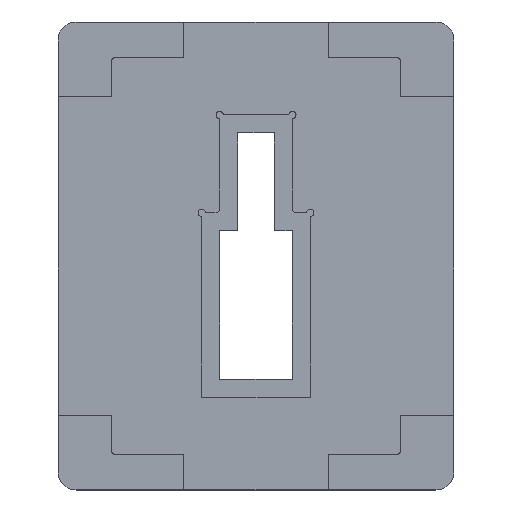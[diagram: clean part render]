
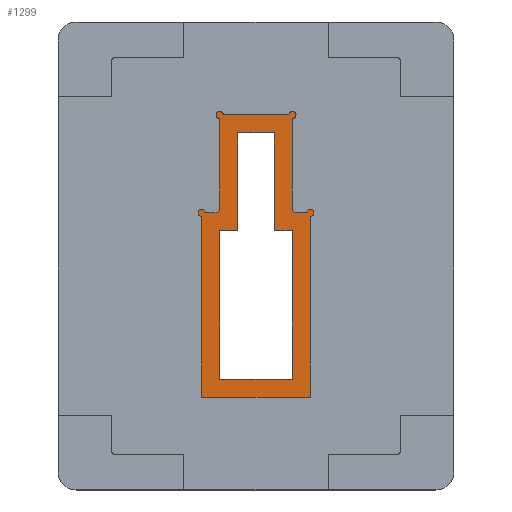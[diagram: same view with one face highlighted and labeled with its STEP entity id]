
A CAD part, top view. The second image highlights one B-rep face of the part: STEP entity #1299.
In plain terms, the highlighted planar face has unit normal (0, 0, 1).
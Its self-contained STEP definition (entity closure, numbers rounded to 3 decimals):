
#487 = EDGE_CURVE('',#488,#490,#492,.T.);
#488 = VERTEX_POINT('',#489);
#489 = CARTESIAN_POINT('',(55.105,-75.205,-1.));
#490 = VERTEX_POINT('',#491);
#491 = CARTESIAN_POINT('',(55.105,-33.974,-1.));
#492 = LINE('',#493,#494);
#493 = CARTESIAN_POINT('',(55.105,-58.209,-1.));
#494 = VECTOR('',#495,1.);
#495 = DIRECTION('',(0.,1.,0.));
#518 = EDGE_CURVE('',#490,#519,#521,.T.);
#519 = VERTEX_POINT('',#520);
#520 = CARTESIAN_POINT('',(50.125,-33.974,-1.));
#521 = LINE('',#522,#523);
#522 = CARTESIAN_POINT('',(50.054,-33.974,-1.));
#523 = VECTOR('',#524,1.);
#524 = DIRECTION('',(-1.,0.,0.));
#542 = EDGE_CURVE('',#519,#543,#545,.T.);
#543 = VERTEX_POINT('',#544);
#544 = CARTESIAN_POINT('',(50.125,-6.8,-1.));
#545 = LINE('',#546,#547);
#546 = CARTESIAN_POINT('',(50.125,-37.593,-1.));
#547 = VECTOR('',#548,1.);
#548 = DIRECTION('',(0.,1.,0.));
#566 = EDGE_CURVE('',#543,#567,#569,.T.);
#567 = VERTEX_POINT('',#568);
#568 = CARTESIAN_POINT('',(39.9,-6.8,-1.));
#569 = LINE('',#570,#571);
#570 = CARTESIAN_POINT('',(47.564,-6.8,-1.));
#571 = VECTOR('',#572,1.);
#572 = DIRECTION('',(-1.,0.,0.));
#590 = EDGE_CURVE('',#567,#591,#593,.T.);
#591 = VERTEX_POINT('',#592);
#592 = CARTESIAN_POINT('',(39.9,-33.974,-1.));
#593 = LINE('',#594,#595);
#594 = CARTESIAN_POINT('',(39.9,-24.006,-1.));
#595 = VECTOR('',#596,1.);
#596 = DIRECTION('',(0.,-1.,0.));
#614 = EDGE_CURVE('',#591,#615,#617,.T.);
#615 = VERTEX_POINT('',#616);
#616 = CARTESIAN_POINT('',(34.895,-33.974,-1.));
#617 = LINE('',#618,#619);
#618 = CARTESIAN_POINT('',(42.452,-33.974,-1.));
#619 = VECTOR('',#620,1.);
#620 = DIRECTION('',(-1.,0.,0.));
#638 = EDGE_CURVE('',#615,#639,#641,.T.);
#639 = VERTEX_POINT('',#640);
#640 = CARTESIAN_POINT('',(34.895,-75.205,-1.));
#641 = LINE('',#642,#643);
#642 = CARTESIAN_POINT('',(34.895,-37.593,-1.));
#643 = VECTOR('',#644,1.);
#644 = DIRECTION('',(0.,-1.,0.));
#662 = EDGE_CURVE('',#639,#488,#663,.T.);
#663 = LINE('',#664,#665);
#664 = CARTESIAN_POINT('',(39.949,-75.205,-1.));
#665 = VECTOR('',#666,1.);
#666 = DIRECTION('',(1.,0.,0.));
#1299 = ADVANCED_FACE('',(#1300,#1420),#1430,.T.);
#1300 = FACE_BOUND('',#1301,.T.);
#1301 = EDGE_LOOP('',(#1302,#1312,#1321,#1329,#1337,#1345,#1354,#1362,
    #1371,#1379,#1388,#1396,#1405,#1413));
#1302 = ORIENTED_EDGE('',*,*,#1303,.F.);
#1303 = EDGE_CURVE('',#1304,#1306,#1308,.T.);
#1304 = VERTEX_POINT('',#1305);
#1305 = CARTESIAN_POINT('',(30.895,-28.974,-1.));
#1306 = VERTEX_POINT('',#1307);
#1307 = CARTESIAN_POINT('',(33.9,-28.974,-1.));
#1308 = LINE('',#1309,#1310);
#1309 = CARTESIAN_POINT('',(30.895,-28.974,-1.));
#1310 = VECTOR('',#1311,1.);
#1311 = DIRECTION('',(1.,0.,0.));
#1312 = ORIENTED_EDGE('',*,*,#1313,.T.);
#1313 = EDGE_CURVE('',#1304,#1314,#1316,.T.);
#1314 = VERTEX_POINT('',#1315);
#1315 = CARTESIAN_POINT('',(29.895,-29.974,-1.));
#1316 = CIRCLE('',#1317,1.);
#1317 = AXIS2_PLACEMENT_3D('',#1318,#1319,#1320);
#1318 = CARTESIAN_POINT('',(29.895,-28.974,-1.));
#1319 = DIRECTION('',(0.,0.,1.));
#1320 = DIRECTION('',(1.,0.,0.));
#1321 = ORIENTED_EDGE('',*,*,#1322,.F.);
#1322 = EDGE_CURVE('',#1323,#1314,#1325,.T.);
#1323 = VERTEX_POINT('',#1324);
#1324 = CARTESIAN_POINT('',(29.895,-80.205,-1.));
#1325 = LINE('',#1326,#1327);
#1326 = CARTESIAN_POINT('',(29.895,-80.205,-1.));
#1327 = VECTOR('',#1328,1.);
#1328 = DIRECTION('',(0.,1.,0.));
#1329 = ORIENTED_EDGE('',*,*,#1330,.F.);
#1330 = EDGE_CURVE('',#1331,#1323,#1333,.T.);
#1331 = VERTEX_POINT('',#1332);
#1332 = CARTESIAN_POINT('',(60.105,-80.205,-1.));
#1333 = LINE('',#1334,#1335);
#1334 = CARTESIAN_POINT('',(60.105,-80.205,-1.));
#1335 = VECTOR('',#1336,1.);
#1336 = DIRECTION('',(-1.,0.,0.));
#1337 = ORIENTED_EDGE('',*,*,#1338,.F.);
#1338 = EDGE_CURVE('',#1339,#1331,#1341,.T.);
#1339 = VERTEX_POINT('',#1340);
#1340 = CARTESIAN_POINT('',(60.105,-29.974,-1.));
#1341 = LINE('',#1342,#1343);
#1342 = CARTESIAN_POINT('',(60.105,-29.974,-1.));
#1343 = VECTOR('',#1344,1.);
#1344 = DIRECTION('',(0.,-1.,0.));
#1345 = ORIENTED_EDGE('',*,*,#1346,.T.);
#1346 = EDGE_CURVE('',#1339,#1347,#1349,.T.);
#1347 = VERTEX_POINT('',#1348);
#1348 = CARTESIAN_POINT('',(59.105,-28.974,-1.));
#1349 = CIRCLE('',#1350,1.);
#1350 = AXIS2_PLACEMENT_3D('',#1351,#1352,#1353);
#1351 = CARTESIAN_POINT('',(60.105,-28.974,-1.));
#1352 = DIRECTION('',(0.,0.,1.));
#1353 = DIRECTION('',(1.,0.,0.));
#1354 = ORIENTED_EDGE('',*,*,#1355,.F.);
#1355 = EDGE_CURVE('',#1356,#1347,#1358,.T.);
#1356 = VERTEX_POINT('',#1357);
#1357 = CARTESIAN_POINT('',(56.125,-28.974,-1.));
#1358 = LINE('',#1359,#1360);
#1359 = CARTESIAN_POINT('',(56.125,-28.974,-1.));
#1360 = VECTOR('',#1361,1.);
#1361 = DIRECTION('',(1.,0.,0.));
#1362 = ORIENTED_EDGE('',*,*,#1363,.F.);
#1363 = EDGE_CURVE('',#1364,#1356,#1366,.T.);
#1364 = VERTEX_POINT('',#1365);
#1365 = CARTESIAN_POINT('',(55.125,-27.974,-1.));
#1366 = CIRCLE('',#1367,1.);
#1367 = AXIS2_PLACEMENT_3D('',#1368,#1369,#1370);
#1368 = CARTESIAN_POINT('',(56.125,-27.974,-1.));
#1369 = DIRECTION('',(0.,0.,1.));
#1370 = DIRECTION('',(1.,0.,0.));
#1371 = ORIENTED_EDGE('',*,*,#1372,.F.);
#1372 = EDGE_CURVE('',#1373,#1364,#1375,.T.);
#1373 = VERTEX_POINT('',#1374);
#1374 = CARTESIAN_POINT('',(55.125,-2.8,-1.));
#1375 = LINE('',#1376,#1377);
#1376 = CARTESIAN_POINT('',(55.125,-2.8,-1.));
#1377 = VECTOR('',#1378,1.);
#1378 = DIRECTION('',(0.,-1.,0.));
#1379 = ORIENTED_EDGE('',*,*,#1380,.T.);
#1380 = EDGE_CURVE('',#1373,#1381,#1383,.T.);
#1381 = VERTEX_POINT('',#1382);
#1382 = CARTESIAN_POINT('',(54.125,-1.8,-1.));
#1383 = CIRCLE('',#1384,1.);
#1384 = AXIS2_PLACEMENT_3D('',#1385,#1386,#1387);
#1385 = CARTESIAN_POINT('',(55.125,-1.8,-1.));
#1386 = DIRECTION('',(0.,0.,1.));
#1387 = DIRECTION('',(1.,0.,0.));
#1388 = ORIENTED_EDGE('',*,*,#1389,.F.);
#1389 = EDGE_CURVE('',#1390,#1381,#1392,.T.);
#1390 = VERTEX_POINT('',#1391);
#1391 = CARTESIAN_POINT('',(35.9,-1.8,-1.));
#1392 = LINE('',#1393,#1394);
#1393 = CARTESIAN_POINT('',(35.9,-1.8,-1.));
#1394 = VECTOR('',#1395,1.);
#1395 = DIRECTION('',(1.,0.,0.));
#1396 = ORIENTED_EDGE('',*,*,#1397,.T.);
#1397 = EDGE_CURVE('',#1390,#1398,#1400,.T.);
#1398 = VERTEX_POINT('',#1399);
#1399 = CARTESIAN_POINT('',(34.9,-2.8,-1.));
#1400 = CIRCLE('',#1401,1.);
#1401 = AXIS2_PLACEMENT_3D('',#1402,#1403,#1404);
#1402 = CARTESIAN_POINT('',(34.9,-1.8,-1.));
#1403 = DIRECTION('',(0.,0.,1.));
#1404 = DIRECTION('',(1.,0.,0.));
#1405 = ORIENTED_EDGE('',*,*,#1406,.F.);
#1406 = EDGE_CURVE('',#1407,#1398,#1409,.T.);
#1407 = VERTEX_POINT('',#1408);
#1408 = CARTESIAN_POINT('',(34.9,-27.974,-1.));
#1409 = LINE('',#1410,#1411);
#1410 = CARTESIAN_POINT('',(34.9,-27.974,-1.));
#1411 = VECTOR('',#1412,1.);
#1412 = DIRECTION('',(0.,1.,0.));
#1413 = ORIENTED_EDGE('',*,*,#1414,.F.);
#1414 = EDGE_CURVE('',#1306,#1407,#1415,.T.);
#1415 = CIRCLE('',#1416,1.);
#1416 = AXIS2_PLACEMENT_3D('',#1417,#1418,#1419);
#1417 = CARTESIAN_POINT('',(33.9,-27.974,-1.));
#1418 = DIRECTION('',(0.,0.,1.));
#1419 = DIRECTION('',(1.,0.,0.));
#1420 = FACE_BOUND('',#1421,.T.);
#1421 = EDGE_LOOP('',(#1422,#1423,#1424,#1425,#1426,#1427,#1428,#1429));
#1422 = ORIENTED_EDGE('',*,*,#487,.F.);
#1423 = ORIENTED_EDGE('',*,*,#662,.F.);
#1424 = ORIENTED_EDGE('',*,*,#638,.F.);
#1425 = ORIENTED_EDGE('',*,*,#614,.F.);
#1426 = ORIENTED_EDGE('',*,*,#590,.F.);
#1427 = ORIENTED_EDGE('',*,*,#566,.F.);
#1428 = ORIENTED_EDGE('',*,*,#542,.F.);
#1429 = ORIENTED_EDGE('',*,*,#518,.F.);
#1430 = PLANE('',#1431);
#1431 = AXIS2_PLACEMENT_3D('',#1432,#1433,#1434);
#1432 = CARTESIAN_POINT('',(45.003,-41.212,-1.));
#1433 = DIRECTION('',(0.,0.,1.));
#1434 = DIRECTION('',(1.,0.,0.));
